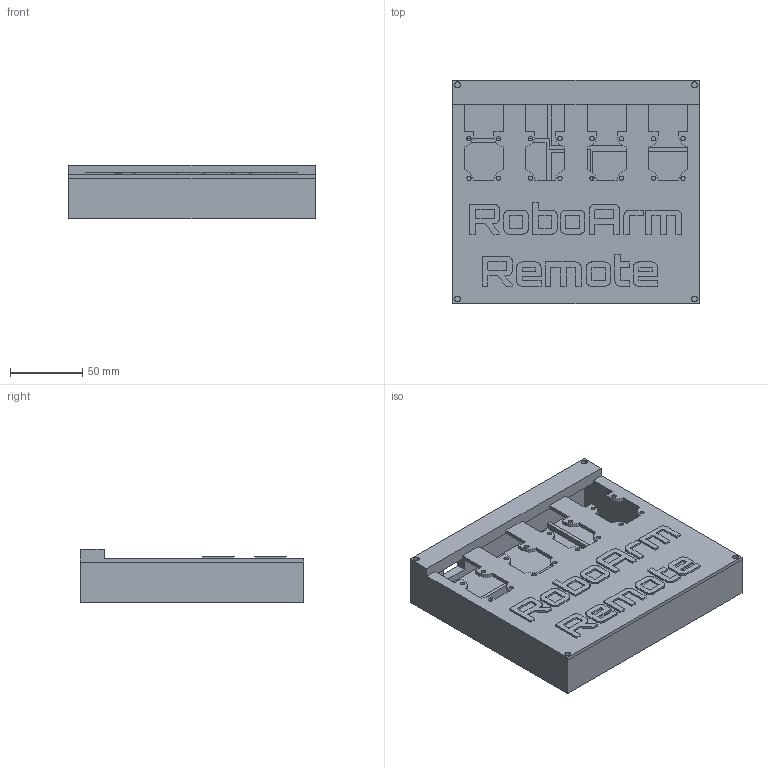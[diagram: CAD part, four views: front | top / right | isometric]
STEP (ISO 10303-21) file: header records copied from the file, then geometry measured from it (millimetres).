
FILE_DESCRIPTION(/* description */ ('STEP AP242','CAx-IF Rec.Pracs.---Representation and Presentation of Product Manufacturing Information (PMI)---4.0---2014-10-13','CAx-IF Rec.Pracs.---3D Tessellated Geometry---0.4---2014-09-14','2;1'),/* implementation_level */ '2;1');
FILE_NAME(/* name */ '68a4cbe9a3434c5aa4b71253',/* time_stamp */ '2025-08-19T19:09:30Z',/* author */ (''),/* organization */ (''),/* preprocessor_version */ 'ST-DEVELOPER v20',/* originating_system */ 'ONSHAPE BY PTC INC, 1.202',/* authorisation */ ' ');
FILE_SCHEMA (('AP242_MANAGED_MODEL_BASED_3D_ENGINEERING_MIM_LF { 1 0 10303 442 1 1 4 }'));
Length unit declared in the file: metre
Products named in the file (2): Part 1; Part 2
Bounding box: 169.93 x 154.11 x 36.83 mm (x, y, z)
Volume: 249457.7 mm3; surface area: 143423.3 mm2
Topology: 2 solids, 2 shells, 470 faces, 1329 edges, 886 vertices
Faces by surface type: plane 256, cylinder 158, bspline 56
Full cylindrical faces by diameter (mm): 3 x16, 4.1 x8
Entity records: 15461 total; most frequent: CARTESIAN_POINT 3279, ORIENTED_EDGE 2610, DIRECTION 2341, EDGE_CURVE 1305, VERTEX_POINT 886, LINE 877, VECTOR 877, AXIS2_PLACEMENT_3D 732
